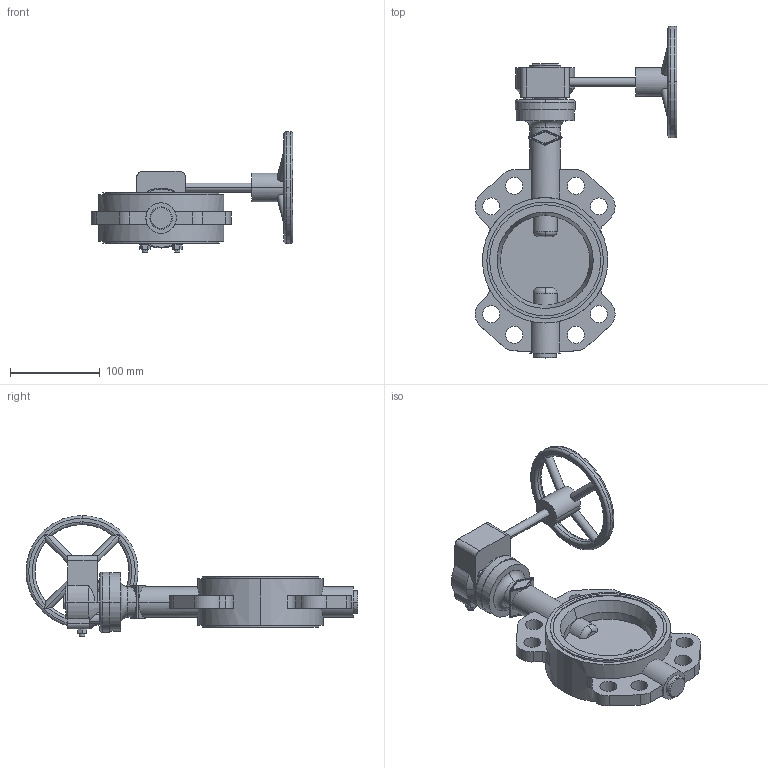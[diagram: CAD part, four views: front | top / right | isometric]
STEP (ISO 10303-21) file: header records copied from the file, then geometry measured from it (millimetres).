
FILE_DESCRIPTION( ( '' ), '1' );
FILE_NAME( 'c000006561.stp', '2017-03-13T09:42:04', ( '' ), ( '' ), ' ', ' ', ' ' );
FILE_SCHEMA( ( 'CONFIG_CONTROL_DESIGN' ) );
Length unit declared in the file: millimetre
Products named in the file (2): 1; 2
Bounding box: 225.1 x 370.5 x 134.8 mm (x, y, z)
Volume: 998972.9 mm3; surface area: 159855.6 mm2
Topology: 2 solids, 2 shells, 275 faces, 763 edges, 508 vertices
Faces by surface type: plane 119, cylinder 118, torus 26, cone 12
Entity records: 10471 total; most frequent: CARTESIAN_POINT 3126, DIRECTION 1571, ORIENTED_EDGE 1526, EDGE_CURVE 763, AXIS2_PLACEMENT_3D 616, VERTEX_POINT 508, LINE 339, VECTOR 339
